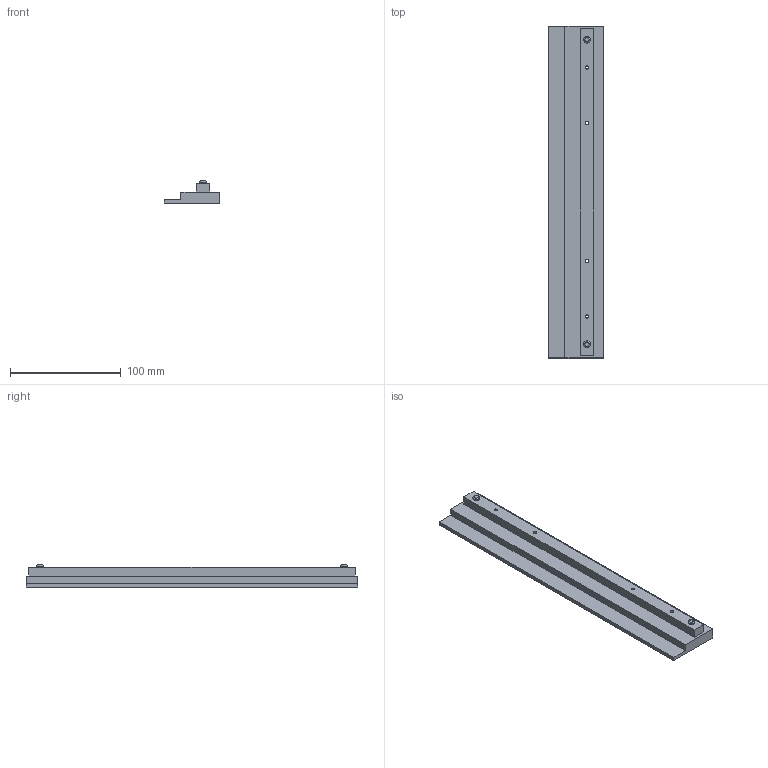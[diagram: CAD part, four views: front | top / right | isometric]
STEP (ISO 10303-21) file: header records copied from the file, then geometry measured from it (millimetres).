
FILE_DESCRIPTION(('FreeCAD Model'),'2;1');
FILE_NAME('Open CASCADE Shape Model','2024-07-04T18:28:00',(''),(''), 'Open CASCADE STEP processor 7.6','FreeCAD','Unknown');
FILE_SCHEMA(('AUTOMOTIVE_DESIGN { 1 0 10303 214 1 1 1 1 }'));
Length unit declared in the file: millimetre
Products named in the file (1): hiwin_rail_and_support
Bounding box: 50 x 300 x 20 mm (x, y, z)
Volume: 148666.7 mm3; surface area: 42397.4 mm2
Topology: 1 solids, 1 shells, 23 faces, 52 edges, 34 vertices
Faces by surface type: plane 15, cylinder 6, torus 2
Full cylindrical faces by diameter (mm): 3 x4, 6 x2
Entity records: 684 total; most frequent: DIRECTION 116, CARTESIAN_POINT 110, ORIENTED_EDGE 104, EDGE_CURVE 52, AXIS2_PLACEMENT_3D 40, LINE 36, VECTOR 36, FACE_BOUND 34
